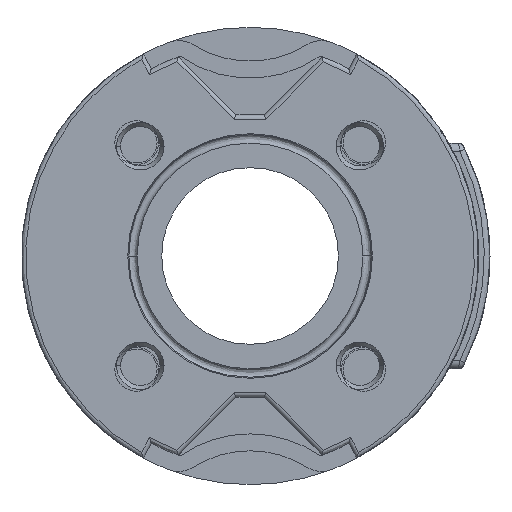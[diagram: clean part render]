
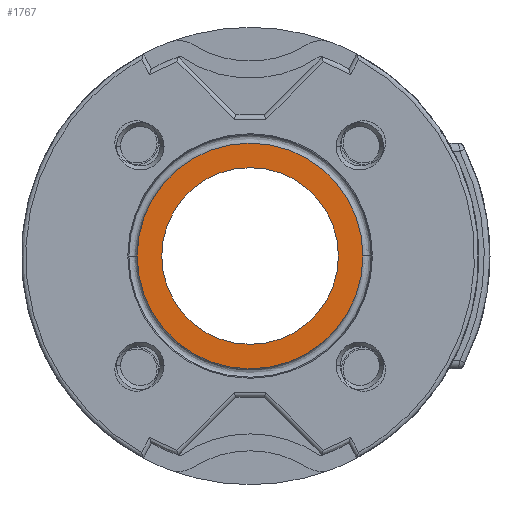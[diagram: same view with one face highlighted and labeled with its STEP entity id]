
A CAD part, left-side view. The second image highlights one B-rep face of the part: STEP entity #1767.
In plain terms, the highlighted planar face has unit normal (-1, 0, 0).
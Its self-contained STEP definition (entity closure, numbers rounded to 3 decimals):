
#95 = CARTESIAN_POINT ( 'NONE',  ( -58.993, 0., 0. ) ) ;
#569 = VERTEX_POINT ( 'NONE', #3203 ) ;
#885 = FACE_BOUND ( 'NONE', #4249, .T. ) ;
#1370 = EDGE_CURVE ( 'NONE', #8945, #2171, #9693, .T. ) ;
#1545 = CARTESIAN_POINT ( 'NONE',  ( -58.993, 0., 6.058 ) ) ;
#1767 = ADVANCED_FACE ( 'NONE', ( #885, #9571 ), #9304, .T. ) ;
#2090 = DIRECTION ( 'NONE',  ( 0., 0., 1. ) ) ;
#2171 = VERTEX_POINT ( 'NONE', #6661 ) ;
#2465 = CARTESIAN_POINT ( 'NONE',  ( -58.993, 0., 0. ) ) ;
#2626 = AXIS2_PLACEMENT_3D ( 'NONE', #2465, #7864, #4107 ) ;
#2700 = DIRECTION ( 'NONE',  ( 0., 0., 1. ) ) ;
#2775 = ORIENTED_EDGE ( 'NONE', *, *, #5235, .F. ) ;
#3203 = CARTESIAN_POINT ( 'NONE',  ( -58.993, 0., -6.058 ) ) ;
#3335 = EDGE_LOOP ( 'NONE', ( #7761, #8706 ) ) ;
#3361 = AXIS2_PLACEMENT_3D ( 'NONE', #95, #9445, #5609 ) ;
#3443 = DIRECTION ( 'NONE',  ( -1., 0., 0. ) ) ;
#3597 = CIRCLE ( 'NONE', #4351, 7.742 ) ;
#4107 = DIRECTION ( 'NONE',  ( 0., 0., 1. ) ) ;
#4249 = EDGE_LOOP ( 'NONE', ( #9699, #2775 ) ) ;
#4351 = AXIS2_PLACEMENT_3D ( 'NONE', #5883, #7495, #2090 ) ;
#4905 = DIRECTION ( 'NONE',  ( 1., 0., 0. ) ) ;
#5235 = EDGE_CURVE ( 'NONE', #9584, #569, #8311, .T. ) ;
#5609 = DIRECTION ( 'NONE',  ( 0., 0., 1. ) ) ;
#5883 = CARTESIAN_POINT ( 'NONE',  ( -58.993, 0., 0. ) ) ;
#5953 = CARTESIAN_POINT ( 'NONE',  ( -58.993, 0., -7.742 ) ) ;
#6151 = AXIS2_PLACEMENT_3D ( 'NONE', #9697, #3443, #2700 ) ;
#6523 = AXIS2_PLACEMENT_3D ( 'NONE', #8087, #4905, #9661 ) ;
#6661 = CARTESIAN_POINT ( 'NONE',  ( -58.993, 0., 7.742 ) ) ;
#6832 = EDGE_CURVE ( 'NONE', #569, #9584, #7952, .T. ) ;
#7014 = EDGE_CURVE ( 'NONE', #2171, #8945, #3597, .T. ) ;
#7495 = DIRECTION ( 'NONE',  ( 1., 0., 0. ) ) ;
#7761 = ORIENTED_EDGE ( 'NONE', *, *, #7014, .F. ) ;
#7864 = DIRECTION ( 'NONE',  ( -1., 0., 0. ) ) ;
#7952 = CIRCLE ( 'NONE', #2626, 6.058 ) ;
#8087 = CARTESIAN_POINT ( 'NONE',  ( -58.993, 0., 0. ) ) ;
#8311 = CIRCLE ( 'NONE', #6151, 6.058 ) ;
#8706 = ORIENTED_EDGE ( 'NONE', *, *, #1370, .F. ) ;
#8945 = VERTEX_POINT ( 'NONE', #5953 ) ;
#9304 = PLANE ( 'NONE',  #3361 ) ;
#9445 = DIRECTION ( 'NONE',  ( -1., 0., 0. ) ) ;
#9571 = FACE_OUTER_BOUND ( 'NONE', #3335, .T. ) ;
#9584 = VERTEX_POINT ( 'NONE', #1545 ) ;
#9661 = DIRECTION ( 'NONE',  ( 0., 0., 1. ) ) ;
#9693 = CIRCLE ( 'NONE', #6523, 7.742 ) ;
#9697 = CARTESIAN_POINT ( 'NONE',  ( -58.993, 0., 0. ) ) ;
#9699 = ORIENTED_EDGE ( 'NONE', *, *, #6832, .F. ) ;
